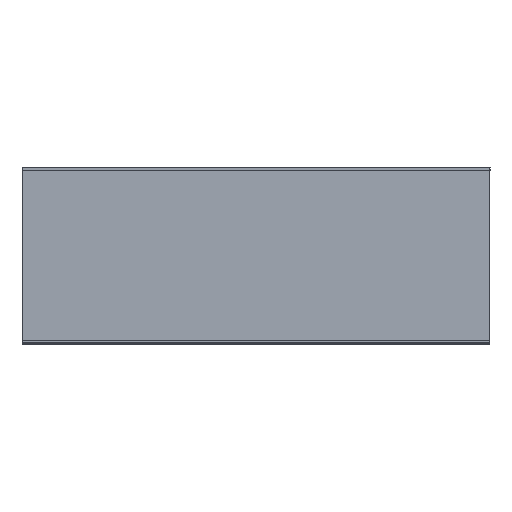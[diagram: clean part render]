
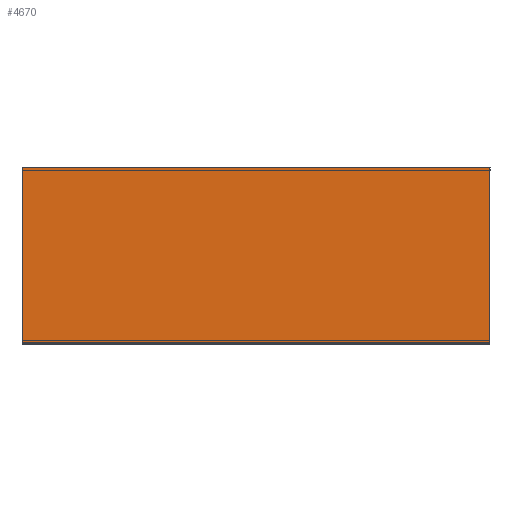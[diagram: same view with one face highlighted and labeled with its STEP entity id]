
A CAD part, top view. The second image highlights one B-rep face of the part: STEP entity #4670.
In plain terms, the highlighted planar face has unit normal (0, 0, 1).
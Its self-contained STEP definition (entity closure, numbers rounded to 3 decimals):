
#161 = CARTESIAN_POINT ( 'NONE',  ( 0.8, 0.3, 1.6 ) ) ;
#168 = LINE ( 'NONE', #3062, #4371 ) ;
#260 = CARTESIAN_POINT ( 'NONE',  ( 0.8, 0.3, 1.6 ) ) ;
#383 = DIRECTION ( 'NONE',  ( 0., -1., 0. ) ) ;
#400 = ORIENTED_EDGE ( 'NONE', *, *, #5214, .F. ) ;
#797 = CARTESIAN_POINT ( 'NONE',  ( -0.8, 0.3, 1.6 ) ) ;
#859 = ORIENTED_EDGE ( 'NONE', *, *, #1413, .F. ) ;
#1086 = VERTEX_POINT ( 'NONE', #2298 ) ;
#1130 = VECTOR ( 'NONE', #4050, 1000. ) ;
#1199 = CARTESIAN_POINT ( 'NONE',  ( -0.8, -0.3, 1.6 ) ) ;
#1413 = EDGE_CURVE ( 'NONE', #2993, #2064, #4941, .T. ) ;
#1459 = DIRECTION ( 'NONE',  ( -1., 0., 0. ) ) ;
#1558 = LINE ( 'NONE', #161, #3650 ) ;
#1587 = CARTESIAN_POINT ( 'NONE',  ( 0.8, 0.3, 1.6 ) ) ;
#1714 = ORIENTED_EDGE ( 'NONE', *, *, #3521, .T. ) ;
#1925 = DIRECTION ( 'NONE',  ( 0., 0., -1. ) ) ;
#2064 = VERTEX_POINT ( 'NONE', #3960 ) ;
#2298 = CARTESIAN_POINT ( 'NONE',  ( -0.8, 0.3, 1.6 ) ) ;
#2362 = AXIS2_PLACEMENT_3D ( 'NONE', #260, #1925, #1459 ) ;
#2476 = EDGE_CURVE ( 'NONE', #2993, #1086, #1558, .T. ) ;
#2581 = VERTEX_POINT ( 'NONE', #1199 ) ;
#2918 = EDGE_LOOP ( 'NONE', ( #1714, #400, #859, #4599 ) ) ;
#2993 = VERTEX_POINT ( 'NONE', #1587 ) ;
#3062 = CARTESIAN_POINT ( 'NONE',  ( 0.8, -0.3, 1.6 ) ) ;
#3111 = DIRECTION ( 'NONE',  ( -1., 0., 0. ) ) ;
#3233 = DIRECTION ( 'NONE',  ( -1., 0., 0. ) ) ;
#3521 = EDGE_CURVE ( 'NONE', #1086, #2581, #4867, .T. ) ;
#3650 = VECTOR ( 'NONE', #3233, 1000. ) ;
#3960 = CARTESIAN_POINT ( 'NONE',  ( 0.8, -0.3, 1.6 ) ) ;
#4050 = DIRECTION ( 'NONE',  ( 0., -1., 0. ) ) ;
#4371 = VECTOR ( 'NONE', #3111, 1000. ) ;
#4599 = ORIENTED_EDGE ( 'NONE', *, *, #2476, .T. ) ;
#4609 = CARTESIAN_POINT ( 'NONE',  ( 0.8, 0.3, 1.6 ) ) ;
#4657 = PLANE ( 'NONE',  #2362 ) ;
#4670 = ADVANCED_FACE ( 'NONE', ( #5152 ), #4657, .F. ) ;
#4867 = LINE ( 'NONE', #797, #1130 ) ;
#4941 = LINE ( 'NONE', #4609, #5382 ) ;
#5152 = FACE_OUTER_BOUND ( 'NONE', #2918, .T. ) ;
#5214 = EDGE_CURVE ( 'NONE', #2064, #2581, #168, .T. ) ;
#5382 = VECTOR ( 'NONE', #383, 1000. ) ;
